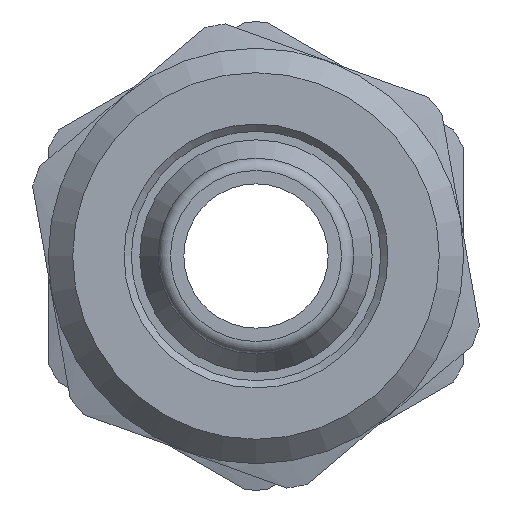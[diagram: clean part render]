
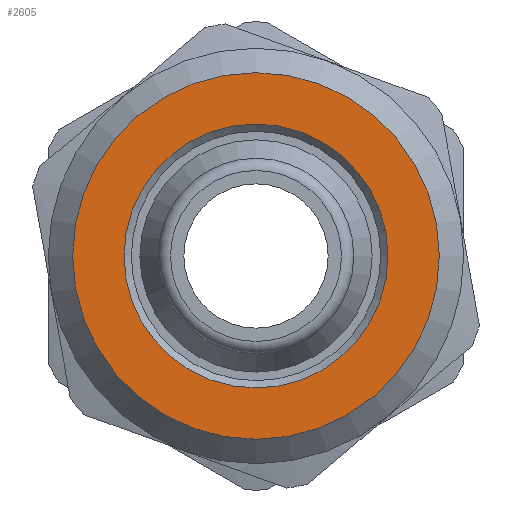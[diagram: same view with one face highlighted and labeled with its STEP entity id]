
A CAD part, left-side view. The second image highlights one B-rep face of the part: STEP entity #2605.
In plain terms, the highlighted planar face has unit normal (-1, 0, 0).
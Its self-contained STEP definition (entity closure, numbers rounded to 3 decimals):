
#2563=CARTESIAN_POINT('',(0.,7.5,0.));
#2564=VERTEX_POINT('',#2563);
#2565=CARTESIAN_POINT('',(0.,0.,0.0));
#2566=DIRECTION('',(1.0,0.0,0.0));
#2567=DIRECTION('',(0.0,-1.0,0.0));
#2568=AXIS2_PLACEMENT_3D('',#2565,#2566,#2567);
#2569=CIRCLE('',#2568,7.5);
#2570=EDGE_CURVE('',#2564,#2564,#2569,.T.);
#2586=CARTESIAN_POINT('',(0.0,6.8,0.0));
#2587=DIRECTION('',(-1.0,0.0,0.0));
#2588=DIRECTION('',(0.0,0.0,1.0));
#2589=AXIS2_PLACEMENT_3D('',#2586,#2587,#2588);
#2590=PLANE('',#2589);
#2591=ORIENTED_EDGE('',*,*,#2570,.F.);
#2592=EDGE_LOOP('',(#2591));
#2593=FACE_OUTER_BOUND('',#2592,.T.);
#2594=CARTESIAN_POINT('',(0.,5.4,0.));
#2595=VERTEX_POINT('',#2594);
#2596=CARTESIAN_POINT('',(0.,0.,0.0));
#2597=DIRECTION('',(-1.0,0.0,0.0));
#2598=DIRECTION('',(0.0,-1.0,0.0));
#2599=AXIS2_PLACEMENT_3D('',#2596,#2597,#2598);
#2600=CIRCLE('',#2599,5.4);
#2601=EDGE_CURVE('',#2595,#2595,#2600,.T.);
#2602=ORIENTED_EDGE('',*,*,#2601,.F.);
#2603=EDGE_LOOP('',(#2602));
#2604=FACE_BOUND('',#2603,.T.);
#2605=ADVANCED_FACE('',(#2593,#2604),#2590,.T.);
